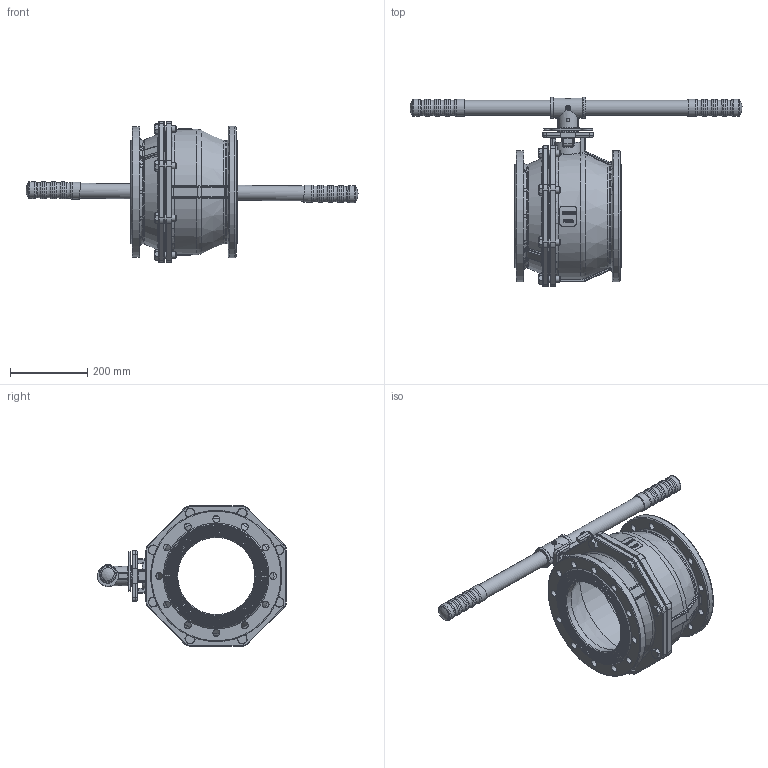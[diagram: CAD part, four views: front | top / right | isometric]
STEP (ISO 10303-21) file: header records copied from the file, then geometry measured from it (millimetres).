
FILE_DESCRIPTION(/* description */ ('Unknown'),/* implementation_level */ '2;1');
FILE_NAME(/* name */ '939-15_(8M.460.200)',/* time_stamp */ '2021-09-10T10:00:56+02:00',/* author */ ('Unknown'),/* organization */ ('Unknown'),/* preprocessor_version */ 'ST-DEVELOPER v16.7',/* originating_system */ 'Solid Edge',/* authorisation */ 'Unknown');
FILE_SCHEMA (('TECHNICAL_DATA_PACKAGING','AUTOMOTIVE_DESIGN {1 0 10303 214 3 1 1}'));
Products named in the file (13): 939-15_(8M.460.200); MV-14 DN200 CAP; MV-14 DN200 STEM; MV-14 DN200 HANDLE; MV-14 DN200 BODY; MV-24D DN200 PLASTIC COVER; MV-24D DN200 Nut Stopper; MV-24D DN200 Bolt; MV-24D DN200 Nut; Hex lobular socket head cap screws-4.8 GB_GB_HEXAGON_TYPE21 M6X30-30-
N; MV-14 DN200 handle head; MV-24D DN200 Plate Washer; Hex socket set screws with flat point GB_GB_FASTENER_SCREWS_HSFP M8X1
0-C
Assembly tree (20 placements, depth 2):
  939-15_(8M.460.200)
    MV-14 DN200 CAP
    MV-14 DN200 STEM
    MV-14 DN200 HANDLE
    MV-14 DN200 BODY
    MV-24D DN200 PLASTIC COVER  x2
    MV-24D DN200 Nut Stopper
    MV-24D DN200 Bolt  x8
    MV-24D DN200 Nut
    Hex lobular socket head cap screws-4.8 GB_GB_HEXAGON_TYPE21 M6X30-30-
N
    MV-14 DN200 handle head
    MV-24D DN200 Plate Washer
    Hex socket set screws with flat point GB_GB_FASTENER_SCREWS_HSFP M8X1
0-C
Bounding box: 859.49 x 489.5 x 364 mm (x, y, z)
Volume: 6473173 mm3; surface area: 1338537.6 mm2
Topology: 20 solids, 20 shells, 1261 faces, 3083 edges, 1930 vertices
Faces by surface type: plane 437, cylinder 310, bspline 197, cone 185, torus 128, sphere 4
Full cylindrical faces by diameter (mm): 5 x1, 6 x1, 6.8 x1, 7 x1, 8 x1, 13 x1, 14.5 x8, 16 x8, 17 x1, 17.5 x8, 18 x24, 20 x2, 28.4 x1, 31 x1, 33 x3, 33.3 x1, 33.5 x1, 38 x2, 39 x1, 39.5 x1, 42 x2, 43 x1, 44 x10, 54 x2, 55 x1, 70 x1, 200 x2, 248 x2, 305 x1, 306 x1
Entity records: 81744 total; most frequent: CARTESIAN_POINT 56408, ORIENTED_EDGE 5034, DIRECTION 4800, EDGE_CURVE 2517, AXIS2_PLACEMENT_3D 1933, VERTEX_POINT 1716, FACE_BOUND 1607, EDGE_LOOP 1605
